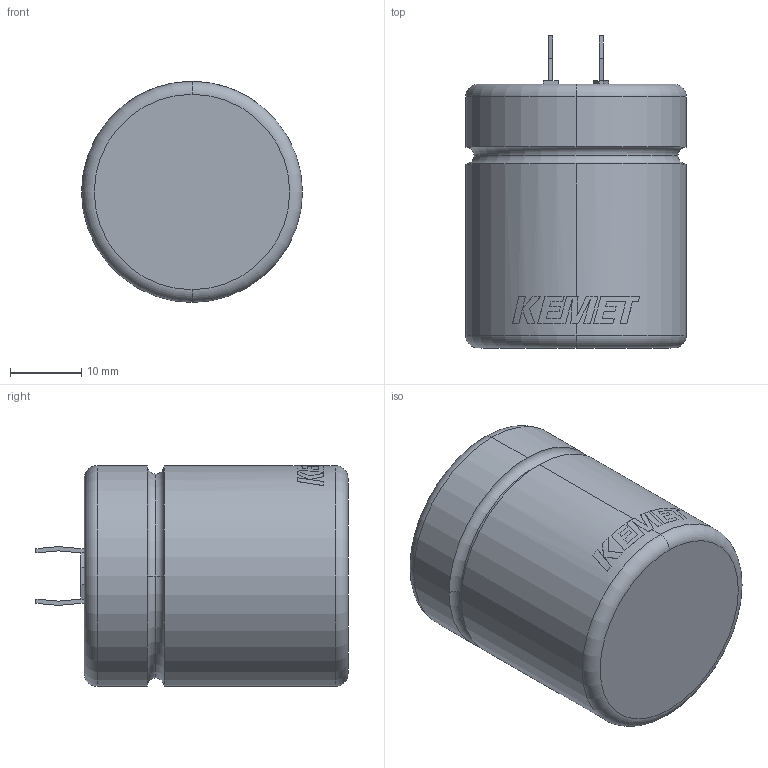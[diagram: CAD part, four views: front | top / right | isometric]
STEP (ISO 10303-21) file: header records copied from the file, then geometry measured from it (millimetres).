
FILE_DESCRIPTION (( 'STEP AP214' ), '1' );
FILE_NAME ('CARS_K2P_30X35_D31L37S10LL6.8F1.6.STEP', '2020-07-21T18:29:08', ( '' ), ( '' ), 'SwSTEP 2.0', 'SolidWorks 2014', '' );
FILE_SCHEMA (( 'AUTOMOTIVE_DESIGN' ));
Length unit declared in the file: millimetre
Products named in the file (1): CARS_K2P_30X35_D31L37S10LL6.8F1.6
Bounding box: 31 x 43.79 x 31 mm (x, y, z)
Volume: 27592.6 mm3; surface area: 5120.8 mm2
Topology: 1 solids, 1 shells, 100 faces, 270 edges, 176 vertices
Faces by surface type: plane 52, bspline 31, cylinder 9, torus 8
Entity records: 4441 total; most frequent: CARTESIAN_POINT 1041, ORIENTED_EDGE 540, DIRECTION 371, EDGE_CURVE 270, VERTEX_POINT 176, AXIS2_PLACEMENT_3D 144, B_SPLINE_CURVE_WITH_KNOTS 113, EDGE_LOOP 104
